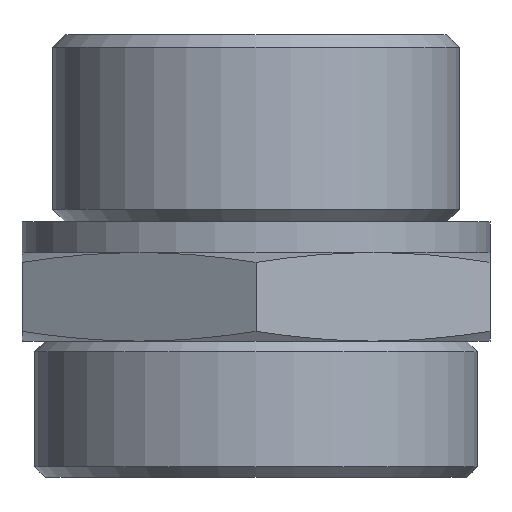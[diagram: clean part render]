
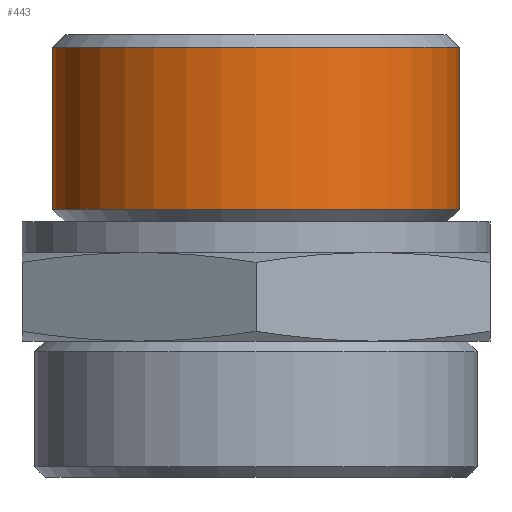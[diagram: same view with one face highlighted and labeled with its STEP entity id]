
A CAD part, front view. The second image highlights one B-rep face of the part: STEP entity #443.
In plain terms, the highlighted cylindrical face has radius 23.901 mm (diameter 47.803 mm), a full revolution.
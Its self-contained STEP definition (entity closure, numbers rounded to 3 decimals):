
#36=CYLINDRICAL_SURFACE('',#515,23.902);
#59=CIRCLE('',#485,23.902);
#73=CIRCLE('',#514,23.902);
#148=ORIENTED_EDGE('',*,*,#217,.T.);
#149=ORIENTED_EDGE('',*,*,#235,.F.);
#217=EDGE_CURVE('',#265,#265,#59,.T.);
#235=EDGE_CURVE('',#279,#279,#73,.T.);
#265=VERTEX_POINT('',#775);
#279=VERTEX_POINT('',#834);
#344=EDGE_LOOP('',(#148));
#345=EDGE_LOOP('',(#149));
#392=FACE_BOUND('',#344,.T.);
#393=FACE_BOUND('',#345,.T.);
#443=ADVANCED_FACE('',(#392,#393),#36,.T.);
#485=AXIS2_PLACEMENT_3D('',#774,#568,#569);
#514=AXIS2_PLACEMENT_3D('',#833,#626,#627);
#515=AXIS2_PLACEMENT_3D('',#835,#628,#629);
#568=DIRECTION('',(0.,0.,-1.));
#569=DIRECTION('',(-1.,0.,0.));
#626=DIRECTION('',(0.,0.,-1.));
#627=DIRECTION('',(-1.,0.,0.));
#628=DIRECTION('',(0.,0.,-1.));
#629=DIRECTION('',(-1.,0.,0.));
#774=CARTESIAN_POINT('',(0.,0.,20.521));
#775=CARTESIAN_POINT('',(-23.902,0.,20.521));
#833=CARTESIAN_POINT('',(0.,0.,1.479));
#834=CARTESIAN_POINT('',(-23.902,0.,1.479));
#835=CARTESIAN_POINT('',(0.,0.,-30.));
